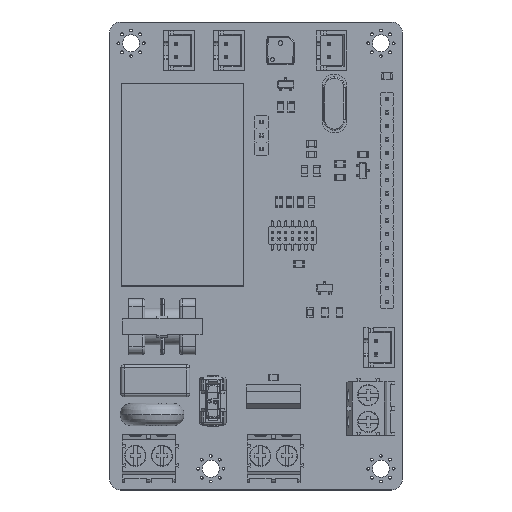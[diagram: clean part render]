
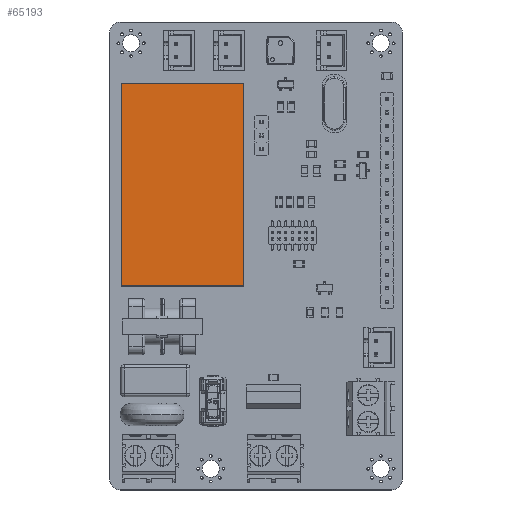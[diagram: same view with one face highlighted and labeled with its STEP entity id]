
A CAD part, top view. The second image highlights one B-rep face of the part: STEP entity #65193.
In plain terms, the highlighted free-form (B-spline) face has degree [1, 1] with [2, 2] control points.
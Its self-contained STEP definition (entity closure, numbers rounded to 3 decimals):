
#64929 = B_SPLINE_SURFACE_WITH_KNOTS('',1,1,(
    (#64930,#64931)
    ,(#64932,#64933
    )),.UNSPECIFIED.,.F.,.F.,.F.,(2,2),(2,2),(0.,38.),(0.,18.),
  .PIECEWISE_BEZIER_KNOTS.);
#64930 = CARTESIAN_POINT('',(-19.,-11.5,0.));
#64931 = CARTESIAN_POINT('',(-19.,-11.5,18.));
#64932 = CARTESIAN_POINT('',(19.,-11.5,0.));
#64933 = CARTESIAN_POINT('',(19.,-11.5,18.));
#64952 = VERTEX_POINT('',#64953);
#64953 = CARTESIAN_POINT('',(19.,-11.5,18.));
#64965 = B_SPLINE_SURFACE_WITH_KNOTS('',1,1,(
    (#64966,#64967)
    ,(#64968,#64969
    )),.UNSPECIFIED.,.F.,.F.,.F.,(2,2),(2,2),(0.,23.),(0.,18.),
  .PIECEWISE_BEZIER_KNOTS.);
#64966 = CARTESIAN_POINT('',(19.,-11.5,0.));
#64967 = CARTESIAN_POINT('',(19.,-11.5,18.));
#64968 = CARTESIAN_POINT('',(19.,11.5,0.));
#64969 = CARTESIAN_POINT('',(19.,11.5,18.));
#64976 = EDGE_CURVE('',#64977,#64952,#64979,.T.);
#64977 = VERTEX_POINT('',#64978);
#64978 = CARTESIAN_POINT('',(-19.,-11.5,18.));
#64979 = SURFACE_CURVE('',#64980,(#64983,#64989),.PCURVE_S1.);
#64980 = B_SPLINE_CURVE_WITH_KNOTS('',1,(#64981,#64982),.UNSPECIFIED.,
  .F.,.F.,(2,2),(0.,38.),.PIECEWISE_BEZIER_KNOTS.);
#64981 = CARTESIAN_POINT('',(-19.,-11.5,18.));
#64982 = CARTESIAN_POINT('',(19.,-11.5,18.));
#64983 = PCURVE('',#64929,#64984);
#64984 = DEFINITIONAL_REPRESENTATION('',(#64985),#64988);
#64985 = B_SPLINE_CURVE_WITH_KNOTS('',1,(#64986,#64987),.UNSPECIFIED.,
  .F.,.F.,(2,2),(0.,38.),.PIECEWISE_BEZIER_KNOTS.);
#64986 = CARTESIAN_POINT('',(0.,18.));
#64987 = CARTESIAN_POINT('',(38.,18.));
#64988 = ( GEOMETRIC_REPRESENTATION_CONTEXT(2) 
PARAMETRIC_REPRESENTATION_CONTEXT() REPRESENTATION_CONTEXT('2D SPACE',''
  ) );
#64989 = PCURVE('',#64990,#64995);
#64990 = B_SPLINE_SURFACE_WITH_KNOTS('',1,1,(
    (#64991,#64992)
    ,(#64993,#64994
    )),.UNSPECIFIED.,.F.,.F.,.F.,(2,2),(2,2),(-19.,19.),(-11.5,11.5),
  .PIECEWISE_BEZIER_KNOTS.);
#64991 = CARTESIAN_POINT('',(-19.,-11.5,18.));
#64992 = CARTESIAN_POINT('',(-19.,11.5,18.));
#64993 = CARTESIAN_POINT('',(19.,-11.5,18.));
#64994 = CARTESIAN_POINT('',(19.,11.5,18.));
#64995 = DEFINITIONAL_REPRESENTATION('',(#64996),#64999);
#64996 = B_SPLINE_CURVE_WITH_KNOTS('',1,(#64997,#64998),.UNSPECIFIED.,
  .F.,.F.,(2,2),(0.,38.),.PIECEWISE_BEZIER_KNOTS.);
#64997 = CARTESIAN_POINT('',(-19.,-11.5));
#64998 = CARTESIAN_POINT('',(19.,-11.5));
#64999 = ( GEOMETRIC_REPRESENTATION_CONTEXT(2) 
PARAMETRIC_REPRESENTATION_CONTEXT() REPRESENTATION_CONTEXT('2D SPACE',''
  ) );
#65013 = B_SPLINE_SURFACE_WITH_KNOTS('',1,1,(
    (#65014,#65015)
    ,(#65016,#65017
    )),.UNSPECIFIED.,.F.,.F.,.F.,(2,2),(2,2),(0.,23.),(0.,18.),
  .PIECEWISE_BEZIER_KNOTS.);
#65014 = CARTESIAN_POINT('',(-19.,11.5,0.));
#65015 = CARTESIAN_POINT('',(-19.,11.5,18.));
#65016 = CARTESIAN_POINT('',(-19.,-11.5,0.));
#65017 = CARTESIAN_POINT('',(-19.,-11.5,18.));
#65048 = EDGE_CURVE('',#65049,#64977,#65051,.T.);
#65049 = VERTEX_POINT('',#65050);
#65050 = CARTESIAN_POINT('',(-19.,11.5,18.));
#65051 = SURFACE_CURVE('',#65052,(#65055,#65061),.PCURVE_S1.);
#65052 = B_SPLINE_CURVE_WITH_KNOTS('',1,(#65053,#65054),.UNSPECIFIED.,
  .F.,.F.,(2,2),(0.,23.),.PIECEWISE_BEZIER_KNOTS.);
#65053 = CARTESIAN_POINT('',(-19.,11.5,18.));
#65054 = CARTESIAN_POINT('',(-19.,-11.5,18.));
#65055 = PCURVE('',#65013,#65056);
#65056 = DEFINITIONAL_REPRESENTATION('',(#65057),#65060);
#65057 = B_SPLINE_CURVE_WITH_KNOTS('',1,(#65058,#65059),.UNSPECIFIED.,
  .F.,.F.,(2,2),(0.,23.),.PIECEWISE_BEZIER_KNOTS.);
#65058 = CARTESIAN_POINT('',(0.,18.));
#65059 = CARTESIAN_POINT('',(23.,18.));
#65060 = ( GEOMETRIC_REPRESENTATION_CONTEXT(2) 
PARAMETRIC_REPRESENTATION_CONTEXT() REPRESENTATION_CONTEXT('2D SPACE',''
  ) );
#65061 = PCURVE('',#64990,#65062);
#65062 = DEFINITIONAL_REPRESENTATION('',(#65063),#65066);
#65063 = B_SPLINE_CURVE_WITH_KNOTS('',1,(#65064,#65065),.UNSPECIFIED.,
  .F.,.F.,(2,2),(0.,23.),.PIECEWISE_BEZIER_KNOTS.);
#65064 = CARTESIAN_POINT('',(-19.,11.5));
#65065 = CARTESIAN_POINT('',(-19.,-11.5));
#65066 = ( GEOMETRIC_REPRESENTATION_CONTEXT(2) 
PARAMETRIC_REPRESENTATION_CONTEXT() REPRESENTATION_CONTEXT('2D SPACE',''
  ) );
#65080 = B_SPLINE_SURFACE_WITH_KNOTS('',1,1,(
    (#65081,#65082)
    ,(#65083,#65084
    )),.UNSPECIFIED.,.F.,.F.,.F.,(2,2),(2,2),(0.,38.),(0.,18.),
  .PIECEWISE_BEZIER_KNOTS.);
#65081 = CARTESIAN_POINT('',(19.,11.5,0.));
#65082 = CARTESIAN_POINT('',(19.,11.5,18.));
#65083 = CARTESIAN_POINT('',(-19.,11.5,0.));
#65084 = CARTESIAN_POINT('',(-19.,11.5,18.));
#65115 = EDGE_CURVE('',#65116,#65049,#65118,.T.);
#65116 = VERTEX_POINT('',#65117);
#65117 = CARTESIAN_POINT('',(19.,11.5,18.));
#65118 = SURFACE_CURVE('',#65119,(#65122,#65128),.PCURVE_S1.);
#65119 = B_SPLINE_CURVE_WITH_KNOTS('',1,(#65120,#65121),.UNSPECIFIED.,
  .F.,.F.,(2,2),(0.,38.),.PIECEWISE_BEZIER_KNOTS.);
#65120 = CARTESIAN_POINT('',(19.,11.5,18.));
#65121 = CARTESIAN_POINT('',(-19.,11.5,18.));
#65122 = PCURVE('',#65080,#65123);
#65123 = DEFINITIONAL_REPRESENTATION('',(#65124),#65127);
#65124 = B_SPLINE_CURVE_WITH_KNOTS('',1,(#65125,#65126),.UNSPECIFIED.,
  .F.,.F.,(2,2),(0.,38.),.PIECEWISE_BEZIER_KNOTS.);
#65125 = CARTESIAN_POINT('',(0.,18.));
#65126 = CARTESIAN_POINT('',(38.,18.));
#65127 = ( GEOMETRIC_REPRESENTATION_CONTEXT(2) 
PARAMETRIC_REPRESENTATION_CONTEXT() REPRESENTATION_CONTEXT('2D SPACE',''
  ) );
#65128 = PCURVE('',#64990,#65129);
#65129 = DEFINITIONAL_REPRESENTATION('',(#65130),#65133);
#65130 = B_SPLINE_CURVE_WITH_KNOTS('',1,(#65131,#65132),.UNSPECIFIED.,
  .F.,.F.,(2,2),(0.,38.),.PIECEWISE_BEZIER_KNOTS.);
#65131 = CARTESIAN_POINT('',(19.,11.5));
#65132 = CARTESIAN_POINT('',(-19.,11.5));
#65133 = ( GEOMETRIC_REPRESENTATION_CONTEXT(2) 
PARAMETRIC_REPRESENTATION_CONTEXT() REPRESENTATION_CONTEXT('2D SPACE',''
  ) );
#65175 = EDGE_CURVE('',#64952,#65116,#65176,.T.);
#65176 = SURFACE_CURVE('',#65177,(#65180,#65186),.PCURVE_S1.);
#65177 = B_SPLINE_CURVE_WITH_KNOTS('',1,(#65178,#65179),.UNSPECIFIED.,
  .F.,.F.,(2,2),(0.,23.),.PIECEWISE_BEZIER_KNOTS.);
#65178 = CARTESIAN_POINT('',(19.,-11.5,18.));
#65179 = CARTESIAN_POINT('',(19.,11.5,18.));
#65180 = PCURVE('',#64965,#65181);
#65181 = DEFINITIONAL_REPRESENTATION('',(#65182),#65185);
#65182 = B_SPLINE_CURVE_WITH_KNOTS('',1,(#65183,#65184),.UNSPECIFIED.,
  .F.,.F.,(2,2),(0.,23.),.PIECEWISE_BEZIER_KNOTS.);
#65183 = CARTESIAN_POINT('',(0.,18.));
#65184 = CARTESIAN_POINT('',(23.,18.));
#65185 = ( GEOMETRIC_REPRESENTATION_CONTEXT(2) 
PARAMETRIC_REPRESENTATION_CONTEXT() REPRESENTATION_CONTEXT('2D SPACE',''
  ) );
#65186 = PCURVE('',#64990,#65187);
#65187 = DEFINITIONAL_REPRESENTATION('',(#65188),#65191);
#65188 = B_SPLINE_CURVE_WITH_KNOTS('',1,(#65189,#65190),.UNSPECIFIED.,
  .F.,.F.,(2,2),(0.,23.),.PIECEWISE_BEZIER_KNOTS.);
#65189 = CARTESIAN_POINT('',(19.,-11.5));
#65190 = CARTESIAN_POINT('',(19.,11.5));
#65191 = ( GEOMETRIC_REPRESENTATION_CONTEXT(2) 
PARAMETRIC_REPRESENTATION_CONTEXT() REPRESENTATION_CONTEXT('2D SPACE',''
  ) );
#65193 = ADVANCED_FACE('',(#65194),#64990,.T.);
#65194 = FACE_BOUND('',#65195,.T.);
#65195 = EDGE_LOOP('',(#65196,#65197,#65198,#65199));
#65196 = ORIENTED_EDGE('',*,*,#65175,.T.);
#65197 = ORIENTED_EDGE('',*,*,#65115,.T.);
#65198 = ORIENTED_EDGE('',*,*,#65048,.T.);
#65199 = ORIENTED_EDGE('',*,*,#64976,.T.);
